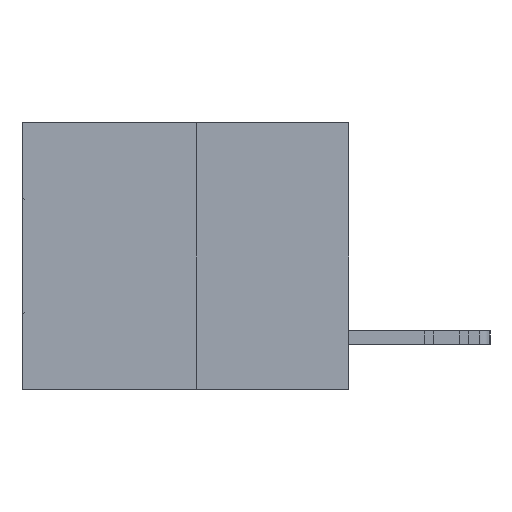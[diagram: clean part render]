
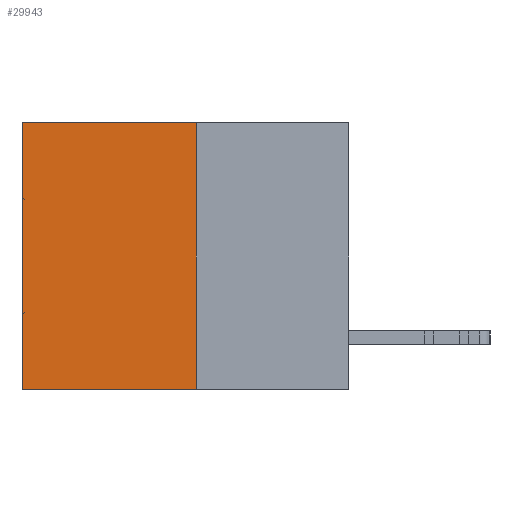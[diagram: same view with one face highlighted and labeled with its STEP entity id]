
A CAD part, left-side view. The second image highlights one B-rep face of the part: STEP entity #29943.
In plain terms, the highlighted planar face has unit normal (-1, 0, 0).
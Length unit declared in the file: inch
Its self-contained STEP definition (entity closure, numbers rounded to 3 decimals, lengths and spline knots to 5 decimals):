
#2172 = CARTESIAN_POINT ( 'NONE',  ( 0.3165, 0.28, -0.49 ) ) ;
#2986 = CARTESIAN_POINT ( 'NONE',  ( 0.3165, 0.28, -0.49 ) ) ;
#3507 = CARTESIAN_POINT ( 'NONE',  ( 0.3165, 0.28, 0. ) ) ;
#5194 = CARTESIAN_POINT ( 'NONE',  ( 0.3165, 0.6, -0.49 ) ) ;
#5824 = CARTESIAN_POINT ( 'NONE',  ( 0.3165, 0.28, -0.49 ) ) ;
#6220 = EDGE_CURVE ( 'NONE', #25677, #17731, #24928, .T. ) ;
#6284 = LINE ( 'NONE', #5824, #12277 ) ;
#6787 = EDGE_CURVE ( 'NONE', #17731, #27557, #27276, .T. ) ;
#7667 = ORIENTED_EDGE ( 'NONE', *, *, #29947, .F. ) ;
#8638 = DIRECTION ( 'NONE',  ( 0., 0., -1. ) ) ;
#9699 = AXIS2_PLACEMENT_3D ( 'NONE', #30617, #10366, #15562 ) ;
#9761 = ORIENTED_EDGE ( 'NONE', *, *, #6787, .T. ) ;
#10366 = DIRECTION ( 'NONE',  ( 1., 0., 0. ) ) ;
#11526 = ORIENTED_EDGE ( 'NONE', *, *, #6220, .T. ) ;
#11774 = VECTOR ( 'NONE', #33061, 39.37008 ) ;
#12277 = VECTOR ( 'NONE', #8638, 39.37008 ) ;
#12862 = VECTOR ( 'NONE', #13602, 39.37008 ) ;
#13141 = CARTESIAN_POINT ( 'NONE',  ( 0.3165, 0.28, 0. ) ) ;
#13602 = DIRECTION ( 'NONE',  ( 0., 1., 0. ) ) ;
#14865 = VERTEX_POINT ( 'NONE', #2986 ) ;
#15562 = DIRECTION ( 'NONE',  ( 0., 0., -1. ) ) ;
#17731 = VERTEX_POINT ( 'NONE', #30374 ) ;
#19693 = CARTESIAN_POINT ( 'NONE',  ( 0.3165, 0.6, -0.49 ) ) ;
#20703 = DIRECTION ( 'NONE',  ( 0., 0., -1. ) ) ;
#23434 = EDGE_LOOP ( 'NONE', ( #9761, #7667, #24877, #11526 ) ) ;
#24637 = LINE ( 'NONE', #2172, #11774 ) ;
#24877 = ORIENTED_EDGE ( 'NONE', *, *, #26168, .F. ) ;
#24928 = LINE ( 'NONE', #3507, #12862 ) ;
#25677 = VERTEX_POINT ( 'NONE', #13141 ) ;
#26168 = EDGE_CURVE ( 'NONE', #25677, #14865, #6284, .T. ) ;
#27066 = FACE_OUTER_BOUND ( 'NONE', #23434, .T. ) ;
#27276 = LINE ( 'NONE', #5194, #29732 ) ;
#27557 = VERTEX_POINT ( 'NONE', #19693 ) ;
#29732 = VECTOR ( 'NONE', #20703, 39.37008 ) ;
#29943 = ADVANCED_FACE ( 'NONE', ( #27066 ), #33291, .F. ) ;
#29947 = EDGE_CURVE ( 'NONE', #14865, #27557, #24637, .T. ) ;
#30374 = CARTESIAN_POINT ( 'NONE',  ( 0.3165, 0.6, 0. ) ) ;
#30617 = CARTESIAN_POINT ( 'NONE',  ( 0.3165, 0.28, -0.49 ) ) ;
#33061 = DIRECTION ( 'NONE',  ( 0., 1., 0. ) ) ;
#33291 = PLANE ( 'NONE',  #9699 ) ;
